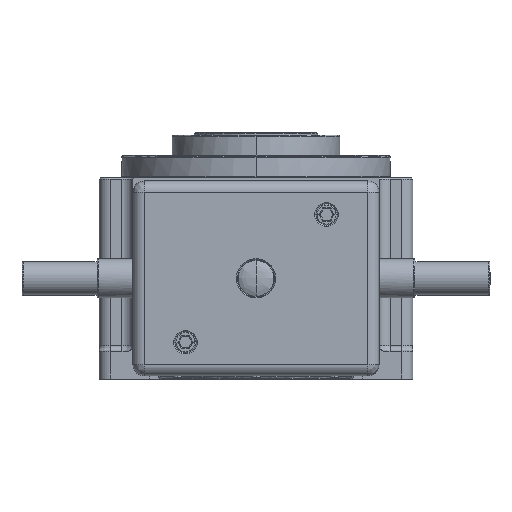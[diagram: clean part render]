
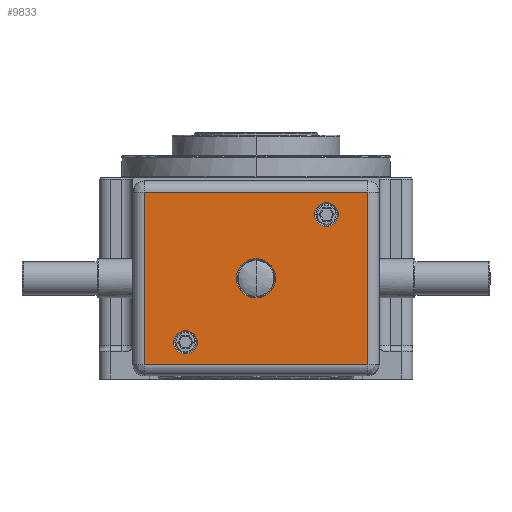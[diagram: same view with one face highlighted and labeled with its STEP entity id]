
A CAD part, front view. The second image highlights one B-rep face of the part: STEP entity #9833.
In plain terms, the highlighted planar face has unit normal (0, -1, 0).
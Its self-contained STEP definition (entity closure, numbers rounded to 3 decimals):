
#14 = VECTOR ( 'NONE', #1326, 1000. ) ;
#70 = CIRCLE ( 'NONE', #14090, 17.5 ) ;
#976 = EDGE_LOOP ( 'NONE', ( #16093, #22780, #7508 ) ) ;
#1027 = LINE ( 'NONE', #18635, #21715 ) ;
#1231 = CARTESIAN_POINT ( 'NONE',  ( 0., -223., -75.5 ) ) ;
#1326 = DIRECTION ( 'NONE',  ( -1., 0., 0. ) ) ;
#1522 = EDGE_CURVE ( 'NONE', #8903, #23181, #20100, .T. ) ;
#2200 = ORIENTED_EDGE ( 'NONE', *, *, #14528, .F. ) ;
#2351 = EDGE_CURVE ( 'NONE', #19951, #16622, #15654, .T. ) ;
#2870 = VERTEX_POINT ( 'NONE', #17519 ) ;
#2964 = DIRECTION ( 'NONE',  ( 0., -1., 0. ) ) ;
#3180 = VERTEX_POINT ( 'NONE', #5416 ) ;
#3361 = CARTESIAN_POINT ( 'NONE',  ( -100., -223., -75.5 ) ) ;
#3426 = DIRECTION ( 'NONE',  ( 0., 0., -1. ) ) ;
#3514 = CARTESIAN_POINT ( 'NONE',  ( -63., -223., -66. ) ) ;
#3714 = ORIENTED_EDGE ( 'NONE', *, *, #24164, .F. ) ;
#5002 = AXIS2_PLACEMENT_3D ( 'NONE', #5873, #19884, #7901 ) ;
#5145 = CARTESIAN_POINT ( 'NONE',  ( -17.5, -223., 1.5 ) ) ;
#5255 = CARTESIAN_POINT ( 'NONE',  ( 0., -223., 1.5 ) ) ;
#5416 = CARTESIAN_POINT ( 'NONE',  ( 52.5, -223., 58.5 ) ) ;
#5586 = VERTEX_POINT ( 'NONE', #9302 ) ;
#5873 = CARTESIAN_POINT ( 'NONE',  ( -63., -223., -55.5 ) ) ;
#6578 = CARTESIAN_POINT ( 'NONE',  ( -100., -223., 78.5 ) ) ;
#6685 = EDGE_CURVE ( 'NONE', #5586, #19951, #25893, .T. ) ;
#6889 = VECTOR ( 'NONE', #17651, 1000. ) ;
#7295 = DIRECTION ( 'NONE',  ( 0., 0., -1. ) ) ;
#7413 = FACE_BOUND ( 'NONE', #976, .T. ) ;
#7508 = ORIENTED_EDGE ( 'NONE', *, *, #2351, .F. ) ;
#7901 = DIRECTION ( 'NONE',  ( 1., 0., 0. ) ) ;
#8175 = EDGE_CURVE ( 'NONE', #3180, #14899, #20574, .T. ) ;
#8412 = ORIENTED_EDGE ( 'NONE', *, *, #20027, .F. ) ;
#8577 = VECTOR ( 'NONE', #3426, 1000. ) ;
#8903 = VERTEX_POINT ( 'NONE', #11485 ) ;
#9257 = ORIENTED_EDGE ( 'NONE', *, *, #22391, .F. ) ;
#9302 = CARTESIAN_POINT ( 'NONE',  ( -73.5, -223., -55.5 ) ) ;
#9833 = ADVANCED_FACE ( 'NONE', ( #12707, #23971, #7413, #23353 ), #17412, .F. ) ;
#9923 = CARTESIAN_POINT ( 'NONE',  ( 0., -223., 1.5 ) ) ;
#10846 = EDGE_LOOP ( 'NONE', ( #18369, #20680, #3714, #8412 ) ) ;
#11220 = AXIS2_PLACEMENT_3D ( 'NONE', #11646, #25604, #13626 ) ;
#11407 = ORIENTED_EDGE ( 'NONE', *, *, #8175, .F. ) ;
#11485 = CARTESIAN_POINT ( 'NONE',  ( 100., -223., -75.5 ) ) ;
#11646 = CARTESIAN_POINT ( 'NONE',  ( 63., -223., 58.5 ) ) ;
#11922 = DIRECTION ( 'NONE',  ( 1., 0., 0. ) ) ;
#11945 = DIRECTION ( 'NONE',  ( 0., -1., 0. ) ) ;
#12199 = AXIS2_PLACEMENT_3D ( 'NONE', #14950, #2964, #16964 ) ;
#12495 = AXIS2_PLACEMENT_3D ( 'NONE', #23903, #11945, #25898 ) ;
#12707 = FACE_BOUND ( 'NONE', #25850, .T. ) ;
#13385 = CARTESIAN_POINT ( 'NONE',  ( 73.5, -223., 58.5 ) ) ;
#13402 = DIRECTION ( 'NONE',  ( 0., 1., 0. ) ) ;
#13489 = AXIS2_PLACEMENT_3D ( 'NONE', #19452, #13402, #21447 ) ;
#13626 = DIRECTION ( 'NONE',  ( 0., 0., -1. ) ) ;
#14090 = AXIS2_PLACEMENT_3D ( 'NONE', #9923, #23887, #11922 ) ;
#14528 = EDGE_CURVE ( 'NONE', #23659, #2870, #70, .T. ) ;
#14841 = VERTEX_POINT ( 'NONE', #6578 ) ;
#14899 = VERTEX_POINT ( 'NONE', #13385 ) ;
#14950 = CARTESIAN_POINT ( 'NONE',  ( 63., -223., 58.5 ) ) ;
#15520 = CARTESIAN_POINT ( 'NONE',  ( 100., -223., 78.5 ) ) ;
#15536 = EDGE_LOOP ( 'NONE', ( #11407, #9257 ) ) ;
#15650 = CARTESIAN_POINT ( 'NONE',  ( -100., -223., -75.5 ) ) ;
#15654 = CIRCLE ( 'NONE', #16534, 10.5 ) ;
#16093 = ORIENTED_EDGE ( 'NONE', *, *, #6685, .F. ) ;
#16534 = AXIS2_PLACEMENT_3D ( 'NONE', #23873, #23889, #23953 ) ;
#16622 = VERTEX_POINT ( 'NONE', #23319 ) ;
#16964 = DIRECTION ( 'NONE',  ( 1., 0., 0. ) ) ;
#17396 = CARTESIAN_POINT ( 'NONE',  ( 100., -223., -75.5 ) ) ;
#17412 = PLANE ( 'NONE',  #13489 ) ;
#17519 = CARTESIAN_POINT ( 'NONE',  ( 17.5, -223., 1.5 ) ) ;
#17651 = DIRECTION ( 'NONE',  ( 0., 0., 1. ) ) ;
#18369 = ORIENTED_EDGE ( 'NONE', *, *, #1522, .F. ) ;
#18635 = CARTESIAN_POINT ( 'NONE',  ( 0., -223., 78.5 ) ) ;
#18775 = LINE ( 'NONE', #15650, #6889 ) ;
#19035 = CIRCLE ( 'NONE', #20408, 17.5 ) ;
#19260 = DIRECTION ( 'NONE',  ( 0., -1., 0. ) ) ;
#19299 = ORIENTED_EDGE ( 'NONE', *, *, #21274, .F. ) ;
#19452 = CARTESIAN_POINT ( 'NONE',  ( 0., -223., -75.5 ) ) ;
#19884 = DIRECTION ( 'NONE',  ( 0., -1., 0. ) ) ;
#19951 = VERTEX_POINT ( 'NONE', #3514 ) ;
#20027 = EDGE_CURVE ( 'NONE', #23181, #14841, #18775, .T. ) ;
#20100 = LINE ( 'NONE', #1231, #14 ) ;
#20241 = CIRCLE ( 'NONE', #11220, 10.5 ) ;
#20408 = AXIS2_PLACEMENT_3D ( 'NONE', #5255, #19260, #7295 ) ;
#20567 = VERTEX_POINT ( 'NONE', #15520 ) ;
#20574 = CIRCLE ( 'NONE', #12199, 10.5 ) ;
#20669 = DIRECTION ( 'NONE',  ( 1., 0., 0. ) ) ;
#20680 = ORIENTED_EDGE ( 'NONE', *, *, #24357, .F. ) ;
#21274 = EDGE_CURVE ( 'NONE', #2870, #23659, #19035, .T. ) ;
#21447 = DIRECTION ( 'NONE',  ( 0., 0., 1. ) ) ;
#21715 = VECTOR ( 'NONE', #20669, 1000. ) ;
#22090 = EDGE_CURVE ( 'NONE', #16622, #5586, #25852, .T. ) ;
#22391 = EDGE_CURVE ( 'NONE', #14899, #3180, #20241, .T. ) ;
#22780 = ORIENTED_EDGE ( 'NONE', *, *, #22090, .F. ) ;
#23181 = VERTEX_POINT ( 'NONE', #3361 ) ;
#23270 = LINE ( 'NONE', #17396, #8577 ) ;
#23319 = CARTESIAN_POINT ( 'NONE',  ( -52.5, -223., -55.5 ) ) ;
#23353 = FACE_OUTER_BOUND ( 'NONE', #10846, .T. ) ;
#23659 = VERTEX_POINT ( 'NONE', #5145 ) ;
#23873 = CARTESIAN_POINT ( 'NONE',  ( -63., -223., -55.5 ) ) ;
#23887 = DIRECTION ( 'NONE',  ( 0., -1., 0. ) ) ;
#23889 = DIRECTION ( 'NONE',  ( 0., -1., 0. ) ) ;
#23903 = CARTESIAN_POINT ( 'NONE',  ( -63., -223., -55.5 ) ) ;
#23953 = DIRECTION ( 'NONE',  ( 0., 0., -1. ) ) ;
#23971 = FACE_BOUND ( 'NONE', #15536, .T. ) ;
#24164 = EDGE_CURVE ( 'NONE', #14841, #20567, #1027, .T. ) ;
#24357 = EDGE_CURVE ( 'NONE', #20567, #8903, #23270, .T. ) ;
#25604 = DIRECTION ( 'NONE',  ( 0., -1., 0. ) ) ;
#25850 = EDGE_LOOP ( 'NONE', ( #2200, #19299 ) ) ;
#25852 = CIRCLE ( 'NONE', #5002, 10.5 ) ;
#25893 = CIRCLE ( 'NONE', #12495, 10.5 ) ;
#25898 = DIRECTION ( 'NONE',  ( 0., 0., -1. ) ) ;
